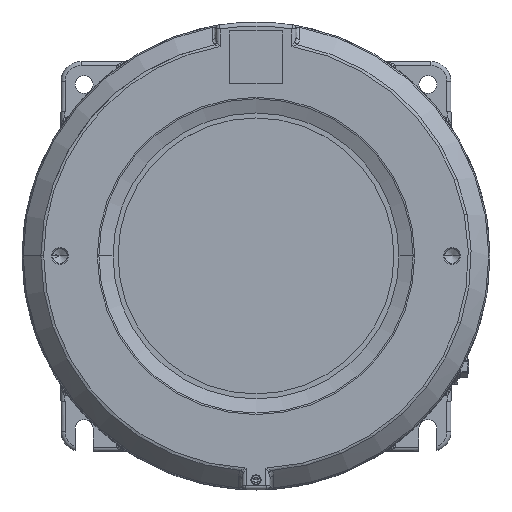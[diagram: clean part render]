
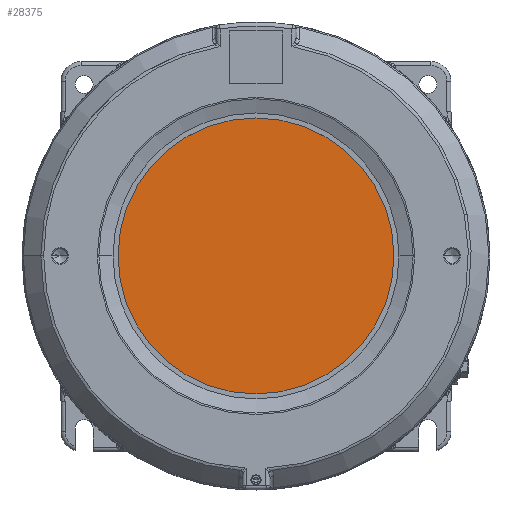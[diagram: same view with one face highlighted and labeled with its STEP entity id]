
A CAD part, top view. The second image highlights one B-rep face of the part: STEP entity #28375.
In plain terms, the highlighted face is planar.
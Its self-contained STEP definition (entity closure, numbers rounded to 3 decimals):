
#767 = DIRECTION ( 'NONE',  ( 0., 0., 1. ) ) ;
#3752 = PLANE ( 'NONE',  #14915 ) ;
#5000 = VERTEX_POINT ( 'NONE', #11907 ) ;
#8157 = AXIS2_PLACEMENT_3D ( 'NONE', #30492, #11787, #33636 ) ;
#9648 = VERTEX_POINT ( 'NONE', #33480 ) ;
#9816 = DIRECTION ( 'NONE',  ( 0., 0., -1. ) ) ;
#11787 = DIRECTION ( 'NONE',  ( 0., 0., -1. ) ) ;
#11907 = CARTESIAN_POINT ( 'NONE',  ( 83.8, 0., 0. ) ) ;
#13894 = EDGE_LOOP ( 'NONE', ( #17600, #39903 ) ) ;
#14297 = EDGE_CURVE ( 'NONE', #5000, #9648, #16649, .T. ) ;
#14777 = FACE_OUTER_BOUND ( 'NONE', #13894, .T. ) ;
#14915 = AXIS2_PLACEMENT_3D ( 'NONE', #16433, #767, #22706 ) ;
#16433 = CARTESIAN_POINT ( 'NONE',  ( 0., 0., 0. ) ) ;
#16649 = CIRCLE ( 'NONE', #8157, 83.8 ) ;
#17600 = ORIENTED_EDGE ( 'NONE', *, *, #14297, .T. ) ;
#22706 = DIRECTION ( 'NONE',  ( 1., 0., 0. ) ) ;
#24447 = EDGE_CURVE ( 'NONE', #9648, #5000, #29621, .T. ) ;
#27901 = AXIS2_PLACEMENT_3D ( 'NONE', #28566, #9816, #31692 ) ;
#28375 = ADVANCED_FACE ( 'NONE', ( #14777 ), #3752, .F. ) ;
#28566 = CARTESIAN_POINT ( 'NONE',  ( 0., 0., 0. ) ) ;
#29621 = CIRCLE ( 'NONE', #27901, 83.8 ) ;
#30492 = CARTESIAN_POINT ( 'NONE',  ( 0., 0., 0. ) ) ;
#31692 = DIRECTION ( 'NONE',  ( 1., 0., 0. ) ) ;
#33480 = CARTESIAN_POINT ( 'NONE',  ( -83.8, 0., 0. ) ) ;
#33636 = DIRECTION ( 'NONE',  ( 1., 0., 0. ) ) ;
#39903 = ORIENTED_EDGE ( 'NONE', *, *, #24447, .T. ) ;
